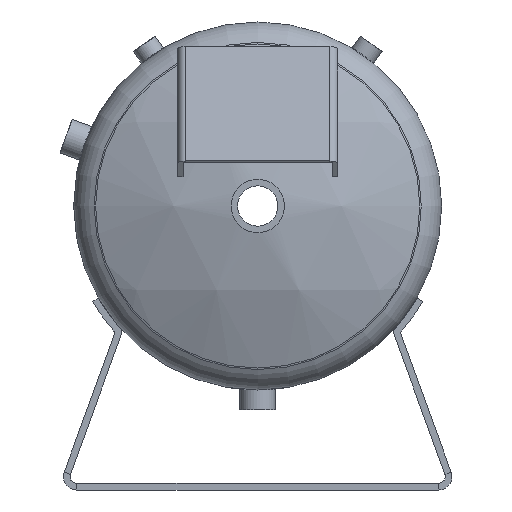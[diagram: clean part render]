
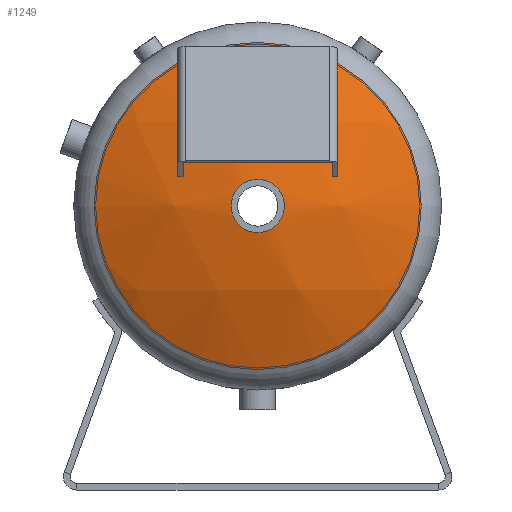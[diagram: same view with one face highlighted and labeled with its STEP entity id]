
A CAD part, front view. The second image highlights one B-rep face of the part: STEP entity #1249.
In plain terms, the highlighted spherical face has radius 276 mm.
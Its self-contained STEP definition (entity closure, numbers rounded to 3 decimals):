
#64=SPHERICAL_SURFACE($,#1393,276.);
#319=FACE_BOUND($,#492,.T.);
#320=FACE_BOUND($,#493,.T.);
#492=EDGE_LOOP($,(#1054));
#493=EDGE_LOOP($,(#1055));
#584=CIRCLE($,#1391,20.);
#586=CIRCLE($,#1394,122.667);
#676=VERTEX_POINT($,#2356);
#678=VERTEX_POINT($,#2361);
#812=EDGE_CURVE($,#676,#676,#584,.T.);
#814=EDGE_CURVE($,#678,#678,#586,.T.);
#1054=ORIENTED_EDGE($,*,*,#812,.T.);
#1055=ORIENTED_EDGE($,*,*,#814,.F.);
#1249=ADVANCED_FACE($,(#319,#320),#64,.T.);
#1391=AXIS2_PLACEMENT_3D($,#2357,#1699,#1700);
#1393=AXIS2_PLACEMENT_3D($,#2360,#1703,#1704);
#1394=AXIS2_PLACEMENT_3D($,#2362,#1705,#1706);
#1699=DIRECTION('center_axis',(1.,0.,0.));
#1700=DIRECTION('ref_axis',(0.,0.,1.));
#1703=DIRECTION('center_axis',(0.,0.,1.));
#1704=DIRECTION('ref_axis',(1.,0.,0.));
#1705=DIRECTION('center_axis',(1.,0.,0.));
#1706=DIRECTION('ref_axis',(0.,1.,0.));
#2356=CARTESIAN_POINT('',(-64.274,0.,-20.));
#2357=CARTESIAN_POINT('Origin',(-64.274,0.,0.));
#2360=CARTESIAN_POINT('Origin',(211.,0.,0.));
#2361=CARTESIAN_POINT('',(-36.243,122.667,0.));
#2362=CARTESIAN_POINT('Origin',(-36.243,0.,0.));
